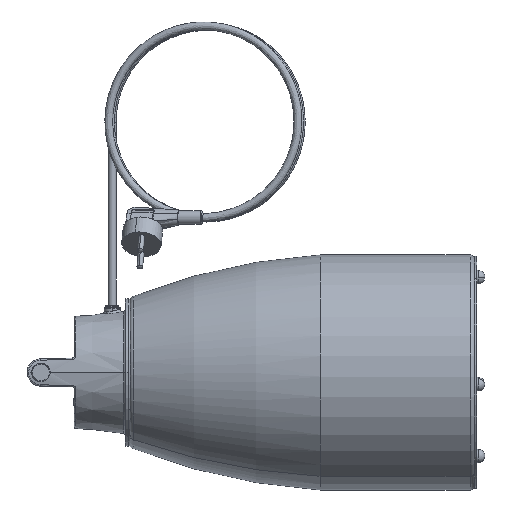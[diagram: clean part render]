
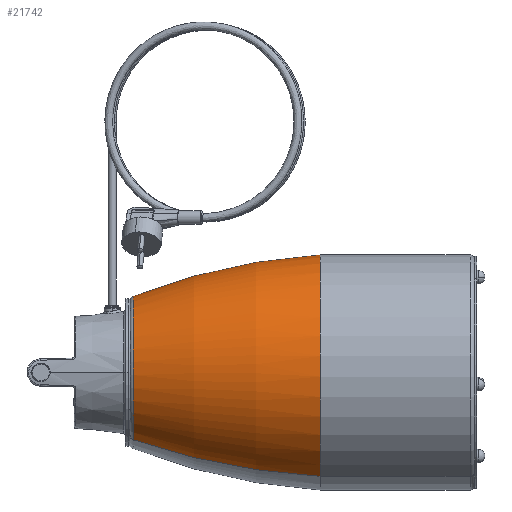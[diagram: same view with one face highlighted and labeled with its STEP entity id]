
A CAD part, left-side view. The second image highlights one B-rep face of the part: STEP entity #21742.
In plain terms, the highlighted toroidal (fillet/blend) face has major radius 448.152 mm and minor radius 553.403 mm.
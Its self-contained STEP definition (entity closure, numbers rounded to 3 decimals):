
#250 = ORIENTED_EDGE ( 'NONE', *, *, #8163, .T. ) ;
#1663 = DIRECTION ( 'NONE',  ( 1., 0., 0. ) ) ;
#1893 = ORIENTED_EDGE ( 'NONE', *, *, #7315, .F. ) ;
#2792 = DIRECTION ( 'NONE',  ( 0., 1., 0. ) ) ;
#2951 = CARTESIAN_POINT ( 'NONE',  ( 0., -51.002, 0. ) ) ;
#3155 = EDGE_LOOP ( 'NONE', ( #24396, #30558, #250, #1893 ) ) ;
#4899 = CIRCLE ( 'NONE', #10013, 553.403 ) ;
#5712 = DIRECTION ( 'NONE',  ( 0., 0., 1. ) ) ;
#7315 = EDGE_CURVE ( 'NONE', #20154, #13870, #4899, .T. ) ;
#7607 = EDGE_CURVE ( 'NONE', #23772, #28400, #30111, .T. ) ;
#8163 = EDGE_CURVE ( 'NONE', #28400, #13870, #10057, .T. ) ;
#9213 = AXIS2_PLACEMENT_3D ( 'NONE', #16487, #29183, #21137 ) ;
#10013 = AXIS2_PLACEMENT_3D ( 'NONE', #22828, #24939, #5712 ) ;
#10057 = CIRCLE ( 'NONE', #28065, 67.43 ) ;
#10692 = CARTESIAN_POINT ( 'NONE',  ( 0., 150.07, 0. ) ) ;
#11725 = CARTESIAN_POINT ( 'NONE',  ( 0., -15.376, 104.103 ) ) ;
#13802 = TOROIDAL_SURFACE ( 'NONE', #16916, -448.152, 553.403 ) ;
#13870 = VERTEX_POINT ( 'NONE', #22961 ) ;
#15256 = FACE_OUTER_BOUND ( 'NONE', #3155, .T. ) ;
#15569 = DIRECTION ( 'NONE',  ( 0., 1., 0. ) ) ;
#16487 = CARTESIAN_POINT ( 'NONE',  ( 0., -15.376, 0. ) ) ;
#16916 = AXIS2_PLACEMENT_3D ( 'NONE', #2951, #15569, #20036 ) ;
#18269 = AXIS2_PLACEMENT_3D ( 'NONE', #28772, #1663, #31204 ) ;
#18564 = EDGE_CURVE ( 'NONE', #23772, #20154, #31818, .T. ) ;
#20036 = DIRECTION ( 'NONE',  ( 0., 0., 1. ) ) ;
#20154 = VERTEX_POINT ( 'NONE', #11725 ) ;
#20871 = CARTESIAN_POINT ( 'NONE',  ( 0., 150.07, -67.43 ) ) ;
#21137 = DIRECTION ( 'NONE',  ( 0., 0., 1. ) ) ;
#21742 = ADVANCED_FACE ( 'NONE', ( #15256 ), #13802, .F. ) ;
#22828 = CARTESIAN_POINT ( 'NONE',  ( 0., -51.002, -448.152 ) ) ;
#22961 = CARTESIAN_POINT ( 'NONE',  ( 0., 150.07, 67.43 ) ) ;
#23772 = VERTEX_POINT ( 'NONE', #29153 ) ;
#24396 = ORIENTED_EDGE ( 'NONE', *, *, #18564, .F. ) ;
#24939 = DIRECTION ( 'NONE',  ( -1., 0., 0. ) ) ;
#27613 = DIRECTION ( 'NONE',  ( 0., 0., 1. ) ) ;
#28065 = AXIS2_PLACEMENT_3D ( 'NONE', #10692, #2792, #27613 ) ;
#28400 = VERTEX_POINT ( 'NONE', #20871 ) ;
#28772 = CARTESIAN_POINT ( 'NONE',  ( 0., -51.002, 448.152 ) ) ;
#29153 = CARTESIAN_POINT ( 'NONE',  ( 0., -15.376, -104.103 ) ) ;
#29183 = DIRECTION ( 'NONE',  ( 0., 1., 0. ) ) ;
#30111 = CIRCLE ( 'NONE', #18269, 553.403 ) ;
#30558 = ORIENTED_EDGE ( 'NONE', *, *, #7607, .T. ) ;
#31204 = DIRECTION ( 'NONE',  ( 0., 0., -1. ) ) ;
#31818 = CIRCLE ( 'NONE', #9213, 104.103 ) ;
